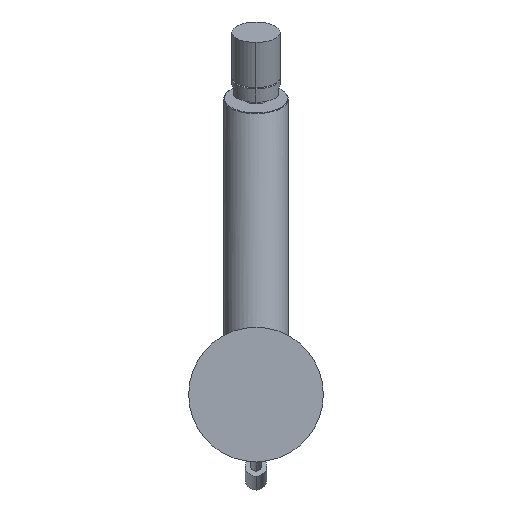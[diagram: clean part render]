
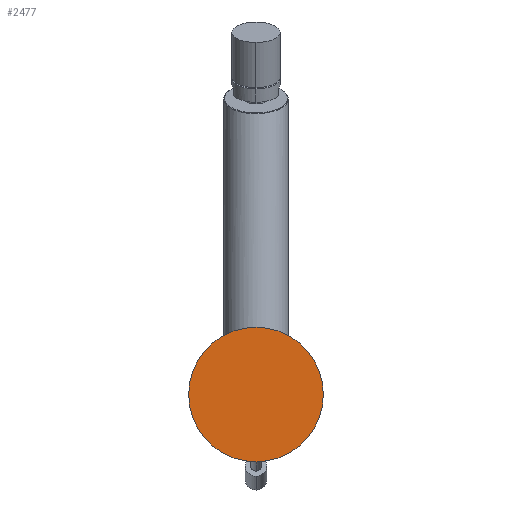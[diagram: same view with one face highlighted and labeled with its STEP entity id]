
A CAD part, front view. The second image highlights one B-rep face of the part: STEP entity #2477.
In plain terms, the highlighted planar face has unit normal (0, -1, 0).
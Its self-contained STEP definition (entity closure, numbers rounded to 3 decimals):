
#873=CARTESIAN_POINT('',(0.,-4.,0.));
#874=DIRECTION('',(0.,1.,0.));
#875=DIRECTION('',(1.,0.,0.));
#876=AXIS2_PLACEMENT_3D('',#873,#874,#875);
#878=CARTESIAN_POINT('',(0.,-4.,0.));
#879=DIRECTION('',(0.,-1.,0.));
#880=DIRECTION('',(1.,0.,0.));
#881=AXIS2_PLACEMENT_3D('',#878,#879,#880);
#1443=CARTESIAN_POINT('',(25.,-4.,0.));
#1445=VERTEX_POINT('',#1443);
#1447=CARTESIAN_POINT('',(-25.,-4.,0.));
#1449=VERTEX_POINT('',#1447);
#2468=CARTESIAN_POINT('',(0.,-4.,0.));
#2469=DIRECTION('',(0.,-1.,0.));
#2470=DIRECTION('',(-1.,0.,0.));
#2471=AXIS2_PLACEMENT_3D('',#2468,#2469,#2470);
#2472=PLANE('',#2471);
#2473=ORIENTED_EDGE('',*,*,#2454,.F.);
#2474=ORIENTED_EDGE('',*,*,#2436,.T.);
#2475=EDGE_LOOP('',(#2473,#2474));
#2476=FACE_OUTER_BOUND('',#2475,.F.);
#2477=ADVANCED_FACE('',(#2476),#2472,.T.);
#877=CIRCLE('',#876,25.);
#882=CIRCLE('',#881,25.);
#2436=EDGE_CURVE('',#1445,#1449,#877,.T.);
#2454=EDGE_CURVE('',#1445,#1449,#882,.T.);
